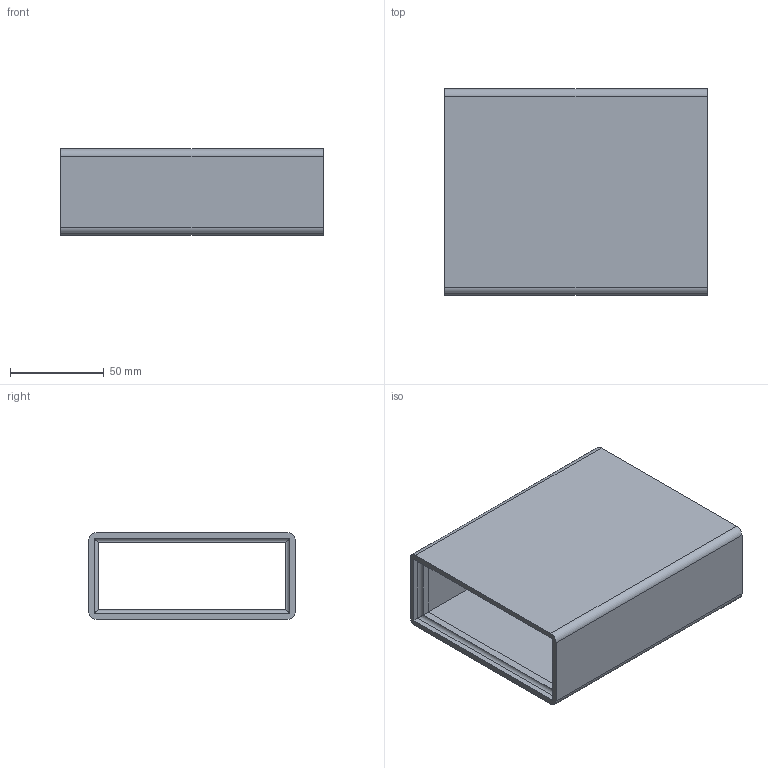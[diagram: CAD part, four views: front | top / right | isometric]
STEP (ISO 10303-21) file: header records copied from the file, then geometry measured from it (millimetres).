
FILE_DESCRIPTION(('CATIA V5 STEP Exchange'),'2;1');
FILE_NAME('case.stp','2014-10-25T20:40:49+00:00',('none'),('none'),'CATIA Version 5 Release 20 GA (IN-10)','CATIA V5 STEP AP203','none');
FILE_SCHEMA(('CONFIG_CONTROL_DESIGN'));
Length unit declared in the file: millimetre
Products named in the file (1): case
Bounding box: 140 x 110 x 46 mm (x, y, z)
Volume: 129045.5 mm3; surface area: 86424.1 mm2
Topology: 1 solids, 1 shells, 40 faces, 92 edges, 56 vertices
Faces by surface type: plane 28, cylinder 12
Entity records: 1146 total; most frequent: CARTESIAN_POINT 265, ORIENTED_EDGE 184, DIRECTION 140, EDGE_CURVE 92, VECTOR 76, LINE 76, VERTEX_POINT 56, EDGE_LOOP 44
